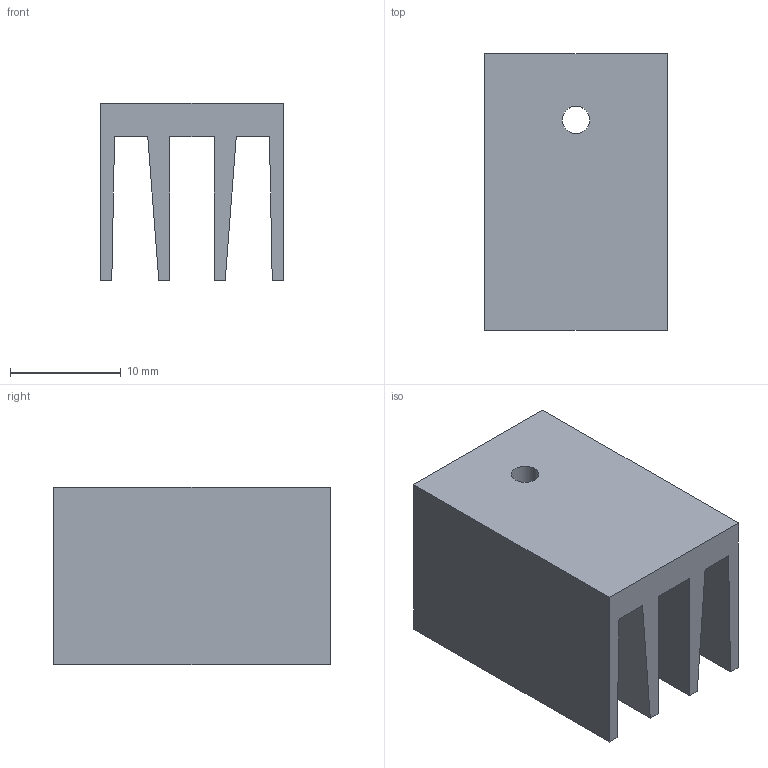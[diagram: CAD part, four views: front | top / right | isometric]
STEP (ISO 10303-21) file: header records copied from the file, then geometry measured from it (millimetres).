
FILE_DESCRIPTION(/* description */ (''),/* implementation_level */ '2;1');
FILE_NAME(/* name */ '16PB017 v0.step',/* time_stamp */ '2016-10-18T21:49:26+09:00',/* author */ (''),/* organization */ (''),/* preprocessor_version */ 'ST-DEVELOPER v16.5',/* originating_system */ 'Autodesk Translation Framework v5.2.0.2031',/* authorisation */ '');
FILE_SCHEMA (('AUTOMOTIVE_DESIGN { 1 0 10303 214 3 1 1 }'));
Length unit declared in the file: centimetre
Products named in the file (1): 16PB017 v0
Bounding box: 16.5 x 25 x 16 mm (x, y, z)
Volume: 2929 mm3; surface area: 3763.8 mm2
Topology: 1 solids, 1 shells, 19 faces, 51 edges, 34 vertices
Faces by surface type: plane 18, cylinder 1
Full cylindrical faces by diameter (mm): 2.5 x1
Entity records: 610 total; most frequent: CARTESIAN_POINT 104, ORIENTED_EDGE 100, DIRECTION 92, EDGE_CURVE 50, LINE 48, VECTOR 48, VERTEX_POINT 34, EDGE_LOOP 22
